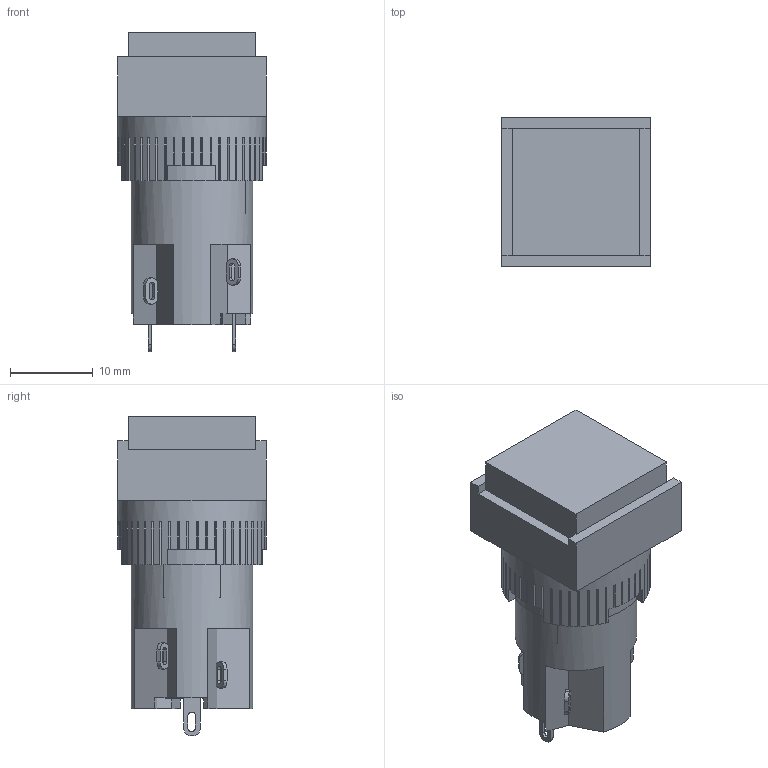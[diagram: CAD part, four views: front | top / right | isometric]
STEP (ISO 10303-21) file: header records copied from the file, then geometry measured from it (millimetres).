
FILE_DESCRIPTION((' '),'2;1');
FILE_NAME('D16xxS11xxxxxxx.stp','2017-07-21T13:10:58',(' '),(' '),' ','ACIS',' ');
FILE_SCHEMA(('CONFIG_CONTROL_DESIGN'));
Length unit declared in the file: inch
Products named in the file (3): D16xxS11xxxxxxx.stp; Body1; Body2
Assembly tree (2 placements, depth 2):
  D16xxS11xxxxxxx.stp
    Body1
    Body2
Bounding box: 18 x 18 x 38.7 mm (x, y, z)
Volume: 4852.5 mm3; surface area: 6376.4 mm2
Topology: 2 solids, 5 shells, 611 faces, 1755 edges, 1146 vertices
Faces by surface type: plane 482, cylinder 70, bspline 53, torus 3, cone 2, sphere 1
Full cylindrical faces by diameter (mm): 3.2 x2, 3.5 x1, 5.7 x2, 8.4 x1, 14.7 x1, 18 x1
Entity records: 20419 total; most frequent: CARTESIAN_POINT 4178, ORIENTED_EDGE 3472, DIRECTION 3047, EDGE_CURVE 1736, VECTOR 1329, LINE 1329, VERTEX_POINT 1139, AXIS2_PLACEMENT_3D 859
